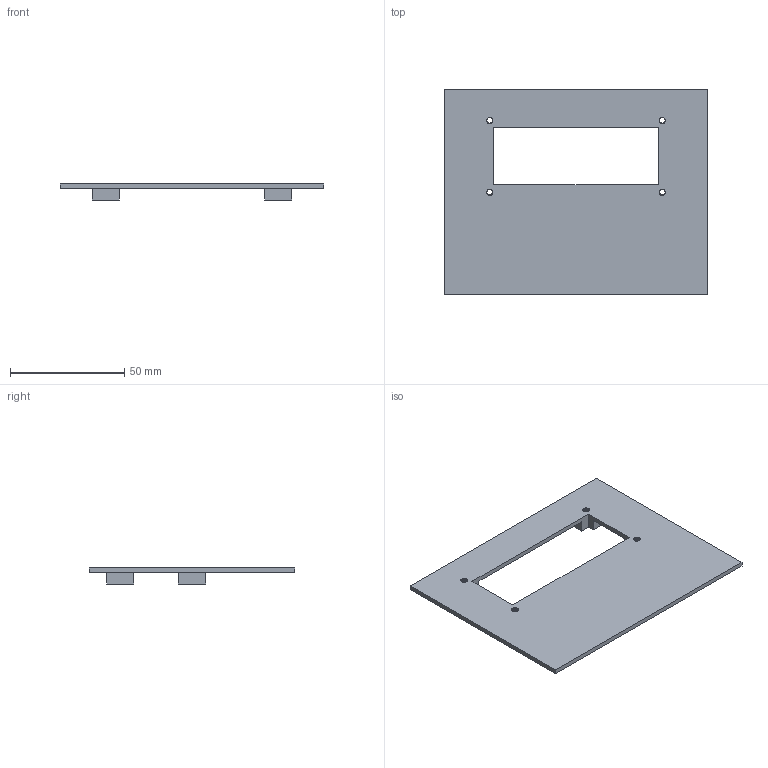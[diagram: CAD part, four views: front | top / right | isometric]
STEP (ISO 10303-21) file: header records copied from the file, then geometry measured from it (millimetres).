
FILE_DESCRIPTION(/* description */ (''),/* implementation_level */ '2;1');
FILE_NAME(/* name */ 'FSMCU_box_v1_front_wall.step',/* time_stamp */ '2025-03-27T23:53:30+01:00',/* author */ (''),/* organization */ (''),/* preprocessor_version */ 'ST-DEVELOPER v20.1',/* originating_system */ 'Autodesk Translation Framework v14.4.0.0',/* authorisation */ '');
FILE_SCHEMA (('AUTOMOTIVE_DESIGN { 1 0 10303 214 3 1 1 }'));
Length unit declared in the file: millimetre
Products named in the file (1): FSMCU_box_v1_making_drawings
Bounding box: 115.2 x 90 x 7 mm (x, y, z)
Volume: 19561.8 mm3; surface area: 19625.4 mm2
Topology: 1 solids, 1 shells, 158 faces, 468 edges, 312 vertices
Faces by surface type: cylinder 120, plane 30, bspline 8
Full cylindrical faces by diameter (mm): 2.529 x24, 3.086 x12
Entity records: 12414 total; most frequent: CARTESIAN_POINT 8659, ORIENTED_EDGE 936, DIRECTION 530, EDGE_CURVE 468, VERTEX_POINT 312, B_SPLINE_CURVE_WITH_KNOTS 256, LINE 196, VECTOR 196
